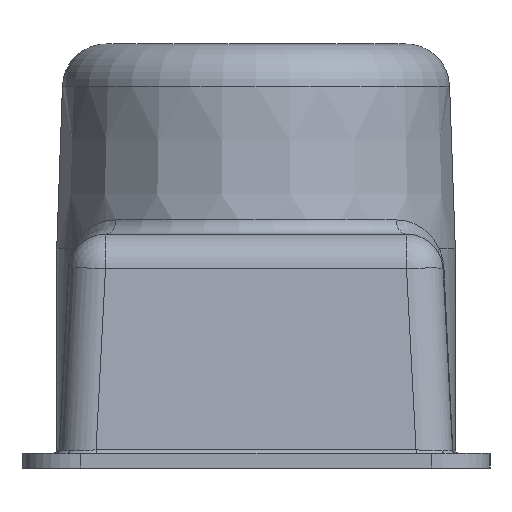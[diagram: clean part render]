
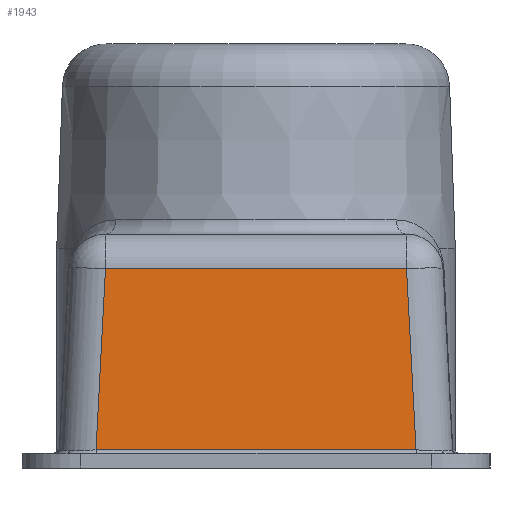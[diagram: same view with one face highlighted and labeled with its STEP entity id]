
A CAD part, front view. The second image highlights one B-rep face of the part: STEP entity #1943.
In plain terms, the highlighted planar face has unit normal (0, -0.999, 0.052).
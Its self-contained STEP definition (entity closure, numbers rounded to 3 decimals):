
#27 = CARTESIAN_POINT ( 'NONE',  ( 21.521, -91.514, 9.33 ) ) ;
#78 = EDGE_CURVE ( 'NONE', #2228, #1793, #2206, .T. ) ;
#271 = VECTOR ( 'NONE', #1411, 1000. ) ;
#287 = ORIENTED_EDGE ( 'NONE', *, *, #606, .T. ) ;
#309 = AXIS2_PLACEMENT_3D ( 'NONE', #2670, #350, #1967 ) ;
#350 = DIRECTION ( 'NONE',  ( 0., -0.999, 0.052 ) ) ;
#359 = PLANE ( 'NONE',  #309 ) ;
#432 = EDGE_CURVE ( 'NONE', #1395, #1560, #2029, .T. ) ;
#495 = CARTESIAN_POINT ( 'NONE',  ( -25., -91.873, 2.474 ) ) ;
#606 = EDGE_CURVE ( 'NONE', #1793, #1395, #1388, .T. ) ;
#628 = CARTESIAN_POINT ( 'NONE',  ( -20.581, -90.574, 27.262 ) ) ;
#718 = DIRECTION ( 'NONE',  ( 1., 0., 0. ) ) ;
#722 = LINE ( 'NONE', #1775, #2946 ) ;
#788 = CARTESIAN_POINT ( 'NONE',  ( -21.88, -91.873, 2.474 ) ) ;
#831 = VECTOR ( 'NONE', #718, 1000. ) ;
#1040 = DIRECTION ( 'NONE',  ( -1., 0., 0. ) ) ;
#1122 = ORIENTED_EDGE ( 'NONE', *, *, #2814, .T. ) ;
#1277 = CARTESIAN_POINT ( 'NONE',  ( -25., -90.574, 27.262 ) ) ;
#1388 = LINE ( 'NONE', #27, #271 ) ;
#1395 = VERTEX_POINT ( 'NONE', #2326 ) ;
#1411 = DIRECTION ( 'NONE',  ( -0.052, 0.052, 0.997 ) ) ;
#1444 = ORIENTED_EDGE ( 'NONE', *, *, #78, .T. ) ;
#1560 = VERTEX_POINT ( 'NONE', #628 ) ;
#1631 = FACE_OUTER_BOUND ( 'NONE', #1679, .T. ) ;
#1679 = EDGE_LOOP ( 'NONE', ( #1122, #1444, #287, #2339 ) ) ;
#1775 = CARTESIAN_POINT ( 'NONE',  ( -22.012, -92.005, -0.051 ) ) ;
#1793 = VERTEX_POINT ( 'NONE', #2144 ) ;
#1943 = ADVANCED_FACE ( 'NONE', ( #1631 ), #359, .T. ) ;
#1967 = DIRECTION ( 'NONE',  ( 0., -0.052, -0.999 ) ) ;
#1984 = DIRECTION ( 'NONE',  ( -0.052, -0.052, -0.997 ) ) ;
#2029 = LINE ( 'NONE', #1277, #2333 ) ;
#2144 = CARTESIAN_POINT ( 'NONE',  ( 21.88, -91.873, 2.474 ) ) ;
#2206 = LINE ( 'NONE', #495, #831 ) ;
#2228 = VERTEX_POINT ( 'NONE', #788 ) ;
#2326 = CARTESIAN_POINT ( 'NONE',  ( 20.581, -90.574, 27.262 ) ) ;
#2333 = VECTOR ( 'NONE', #1040, 1000. ) ;
#2339 = ORIENTED_EDGE ( 'NONE', *, *, #432, .T. ) ;
#2670 = CARTESIAN_POINT ( 'NONE',  ( -25., -91.997, 0.105 ) ) ;
#2814 = EDGE_CURVE ( 'NONE', #1560, #2228, #722, .T. ) ;
#2946 = VECTOR ( 'NONE', #1984, 1000. ) ;
